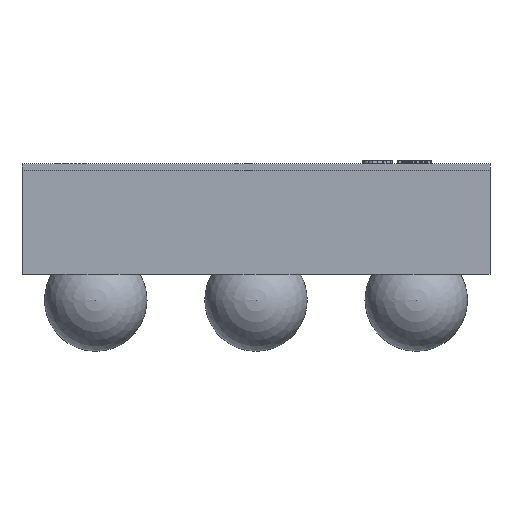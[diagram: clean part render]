
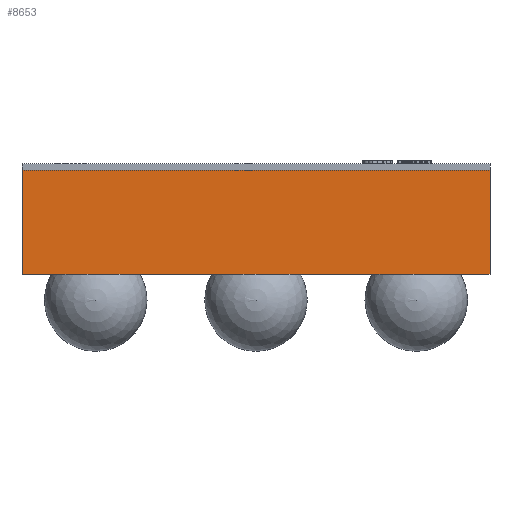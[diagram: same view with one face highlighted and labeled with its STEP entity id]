
A CAD part, front view. The second image highlights one B-rep face of the part: STEP entity #8653.
In plain terms, the highlighted planar face has unit normal (0, -1, 0).
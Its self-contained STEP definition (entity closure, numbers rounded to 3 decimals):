
#846 = CARTESIAN_POINT ( 'NONE',  ( 0.73, -0.73, -0.325 ) ) ;
#1124 = FACE_OUTER_BOUND ( 'NONE', #1194, .T. ) ;
#1156 = ORIENTED_EDGE ( 'NONE', *, *, #1297, .T. ) ;
#1194 = EDGE_LOOP ( 'NONE', ( #7679, #4000, #4482, #1156 ) ) ;
#1297 = EDGE_CURVE ( 'NONE', #11845, #2178, #14785, .T. ) ;
#1571 = CARTESIAN_POINT ( 'NONE',  ( -0.73, -0.73, 0. ) ) ;
#2013 = VECTOR ( 'NONE', #7383, 1000. ) ;
#2100 = LINE ( 'NONE', #846, #9319 ) ;
#2178 = VERTEX_POINT ( 'NONE', #8568 ) ;
#2243 = LINE ( 'NONE', #13715, #12863 ) ;
#4000 = ORIENTED_EDGE ( 'NONE', *, *, #9481, .F. ) ;
#4085 = DIRECTION ( 'NONE',  ( 0., 0., 1. ) ) ;
#4482 = ORIENTED_EDGE ( 'NONE', *, *, #5815, .F. ) ;
#5620 = DIRECTION ( 'NONE',  ( 0., 1., 0. ) ) ;
#5815 = EDGE_CURVE ( 'NONE', #11845, #7624, #2100, .T. ) ;
#6686 = DIRECTION ( 'NONE',  ( -1., 0., 0. ) ) ;
#6849 = AXIS2_PLACEMENT_3D ( 'NONE', #11181, #5620, #11400 ) ;
#7376 = VERTEX_POINT ( 'NONE', #1571 ) ;
#7383 = DIRECTION ( 'NONE',  ( -1., 0., 0. ) ) ;
#7624 = VERTEX_POINT ( 'NONE', #11266 ) ;
#7679 = ORIENTED_EDGE ( 'NONE', *, *, #12463, .T. ) ;
#8557 = VECTOR ( 'NONE', #9225, 1000. ) ;
#8568 = CARTESIAN_POINT ( 'NONE',  ( 0.73, -0.73, 0. ) ) ;
#8653 = ADVANCED_FACE ( 'NONE', ( #1124 ), #9001, .F. ) ;
#9001 = PLANE ( 'NONE',  #6849 ) ;
#9066 = CARTESIAN_POINT ( 'NONE',  ( 0.73, -0.73, -0.325 ) ) ;
#9225 = DIRECTION ( 'NONE',  ( 0., 0., 1. ) ) ;
#9319 = VECTOR ( 'NONE', #6686, 1000. ) ;
#9481 = EDGE_CURVE ( 'NONE', #7624, #7376, #2243, .T. ) ;
#11181 = CARTESIAN_POINT ( 'NONE',  ( 0.73, -0.73, -0.325 ) ) ;
#11266 = CARTESIAN_POINT ( 'NONE',  ( -0.73, -0.73, -0.325 ) ) ;
#11400 = DIRECTION ( 'NONE',  ( 0., 0., 1. ) ) ;
#11845 = VERTEX_POINT ( 'NONE', #13533 ) ;
#12110 = LINE ( 'NONE', #13237, #2013 ) ;
#12463 = EDGE_CURVE ( 'NONE', #2178, #7376, #12110, .T. ) ;
#12863 = VECTOR ( 'NONE', #4085, 1000. ) ;
#13237 = CARTESIAN_POINT ( 'NONE',  ( 0.73, -0.73, 0. ) ) ;
#13533 = CARTESIAN_POINT ( 'NONE',  ( 0.73, -0.73, -0.325 ) ) ;
#13715 = CARTESIAN_POINT ( 'NONE',  ( -0.73, -0.73, -0.325 ) ) ;
#14785 = LINE ( 'NONE', #9066, #8557 ) ;
